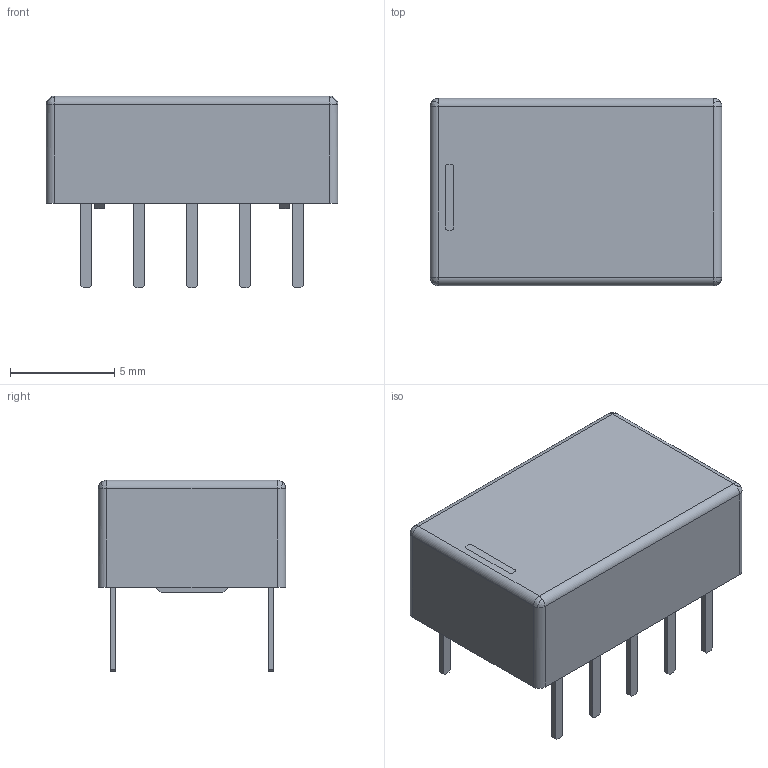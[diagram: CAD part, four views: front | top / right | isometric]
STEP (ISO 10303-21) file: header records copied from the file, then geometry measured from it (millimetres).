
FILE_DESCRIPTION (( 'STEP AP214' ), '1' );
FILE_NAME ('TQ2L5V.STEP', '2024-05-15T02:20:25', ( '' ), ( '' ), 'SwSTEP 2.0', 'SolidWorks 2023', '' );
FILE_SCHEMA (( 'AUTOMOTIVE_DESIGN' ));
Length unit declared in the file: inch
Products named in the file (4): 2; TQ2L5V; 1; Panasonic Logo
Assembly tree (3 placements, depth 2):
  TQ2L5V
    1
    2
    Panasonic Logo
Bounding box: 14 x 9 x 9.2 mm (x, y, z)
Volume: 652.6 mm3; surface area: 546.5 mm2
Topology: 12 solids, 12 shells, 122 faces, 288 edges, 184 vertices
Faces by surface type: plane 102, cylinder 12, bspline 8
Entity records: 5308 total; most frequent: CARTESIAN_POINT 712, DIRECTION 560, ORIENTED_EDGE 560, EDGE_CURVE 280, LINE 240, VECTOR 240, VERTEX_POINT 184, AXIS2_PLACEMENT_3D 160
